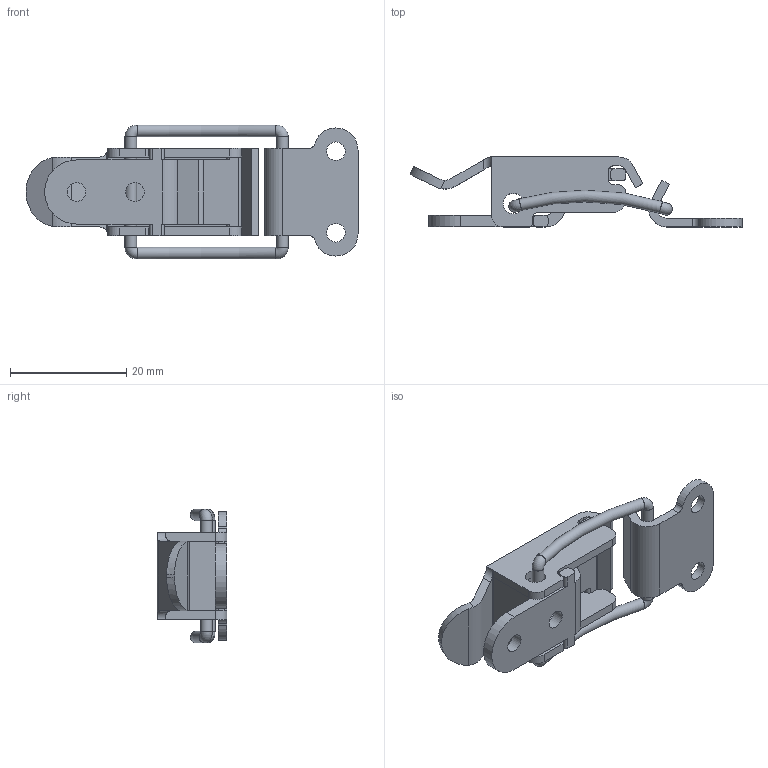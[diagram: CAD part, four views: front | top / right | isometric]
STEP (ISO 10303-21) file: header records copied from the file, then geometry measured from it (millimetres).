
FILE_DESCRIPTION(/* description */ ('STEP AP214'),/* implementation_level */ '2;1');
FILE_NAME(/* name */ 'Toggle latch GN 832.4-55-ST (closed)',/* time_stamp */ '2024-05-25T17:54:24+02:00',/* author */ ('License CC BY-ND 4.0'),/* organization */ ('CADENAS'),/* preprocessor_version */ 'ST-DEVELOPER v19.3',/* originating_system */ 'PARTsolutions',/* authorisation */ ' ');
FILE_SCHEMA (('AUTOMOTIVE_DESIGN {1 0 10303 214 3 1 1}'));
Length unit declared in the file: millimetre
Products named in the file (5): Toggle latch GN 832.4-55-ST (closed); Basic component GN 832.4-55-ST-G; Clamp GN 832.4-55-ST-G; Holder GN 832.4-55-ST-G; Pulling latch GN 832.4-55-ST-G
Assembly tree (4 placements, depth 2):
  Toggle latch GN 832.4-55-ST (closed)
    Basic component GN 832.4-55-ST-G
    Clamp GN 832.4-55-ST-G
    Holder GN 832.4-55-ST-G
    Pulling latch GN 832.4-55-ST-G
Bounding box: 57 x 12 x 23 mm (x, y, z)
Volume: 3047.6 mm3; surface area: 4861.5 mm2
Topology: 4 solids, 4 shells, 133 faces, 366 edges, 246 vertices
Faces by surface type: plane 72, cylinder 55, torus 6
Full cylindrical faces by diameter (mm): 2 x2, 3.2 x4, 3.5 x2
Entity records: 4310 total; most frequent: CARTESIAN_POINT 786, DIRECTION 725, ORIENTED_EDGE 686, EDGE_CURVE 343, AXIS2_PLACEMENT_3D 260, VERTEX_POINT 237, LINE 205, VECTOR 205
